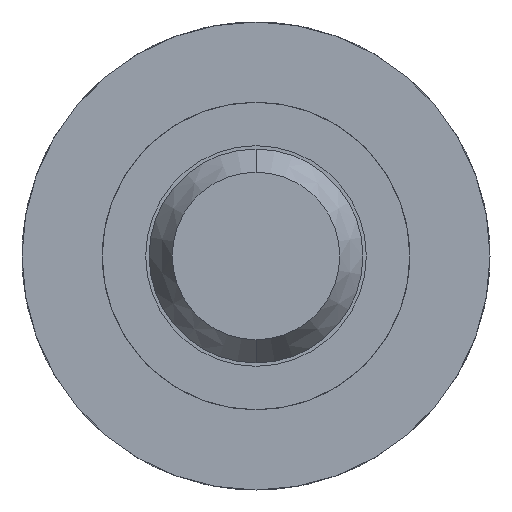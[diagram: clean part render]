
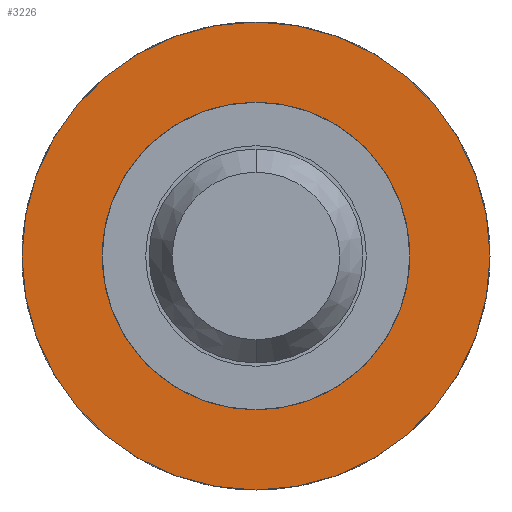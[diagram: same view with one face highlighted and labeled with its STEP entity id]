
A CAD part, front view. The second image highlights one B-rep face of the part: STEP entity #3226.
In plain terms, the highlighted planar face has unit normal (0, -1, 0).
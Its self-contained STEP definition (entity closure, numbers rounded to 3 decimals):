
#43 = DIRECTION ( 'NONE',  ( 0., -1., 0. ) ) ;
#82 = CARTESIAN_POINT ( 'NONE',  ( 0.5, 5.6, 0. ) ) ;
#108 = EDGE_CURVE ( 'Defeature ausgef�hrt2_56+Defeature ausgef�hrt2_55+Defeature ausgef�hrt2_55+Defeature ausgef�hrt2_55', #5499, #4946, #134, .T. ) ;
#134 = CIRCLE ( 'NONE', #1249, 1.75 ) ;
#264 = CARTESIAN_POINT ( 'NONE',  ( 0., 5.6, 1.75 ) ) ;
#266 = ORIENTED_EDGE ( 'NONE', *, *, #108, .T. ) ;
#319 = DIRECTION ( 'NONE',  ( 0., 0., -1. ) ) ;
#356 = ORIENTED_EDGE ( 'NONE', *, *, #4474, .F. ) ;
#728 = EDGE_CURVE ( 'Defeature ausgef�hrt2_22+Defeature ausgef�hrt2_56+Defeature ausgef�hrt2_56+Defeature ausgef�hrt2_56', #760, #1479, #3712, .T. ) ;
#760 = VERTEX_POINT ( 'NONE', #2718 ) ;
#826 = CIRCLE ( 'NONE', #995, 1.75 ) ;
#995 = AXIS2_PLACEMENT_3D ( 'NONE', #3871, #4410, #4835 ) ;
#1209 = DIRECTION ( 'NONE',  ( 0., -1., 0. ) ) ;
#1249 = AXIS2_PLACEMENT_3D ( 'NONE', #2876, #4589, #4934 ) ;
#1391 = AXIS2_PLACEMENT_3D ( 'NONE', #4639, #1209, #319 ) ;
#1479 = VERTEX_POINT ( 'NONE', #2275 ) ;
#2275 = CARTESIAN_POINT ( 'NONE',  ( 0., 5.6, -0.5 ) ) ;
#2718 = CARTESIAN_POINT ( 'NONE',  ( 0., 5.6, 0.5 ) ) ;
#2724 = DIRECTION ( 'NONE',  ( 0., 0., -1. ) ) ;
#2876 = CARTESIAN_POINT ( 'NONE',  ( 0., 5.6, 0. ) ) ;
#3100 = PLANE ( 'NONE',  #4911 ) ;
#3140 = DIRECTION ( 'NONE',  ( 0., 0., -1. ) ) ;
#3177 = ORIENTED_EDGE ( 'NONE', *, *, #5613, .T. ) ;
#3226 = ADVANCED_FACE ( 'Defeature ausgef�hrt2_56', ( #3661, #5411 ), #3100, .T. ) ;
#3231 = EDGE_LOOP ( 'NONE', ( #3177, #266 ) ) ;
#3487 = CIRCLE ( 'NONE', #1391, 0.5 ) ;
#3570 = CARTESIAN_POINT ( 'NONE',  ( 0., 5.6, 0. ) ) ;
#3661 = FACE_OUTER_BOUND ( 'NONE', #3231, .T. ) ;
#3712 = CIRCLE ( 'NONE', #4446, 0.5 ) ;
#3871 = CARTESIAN_POINT ( 'NONE',  ( 0., 5.6, 0. ) ) ;
#3916 = CARTESIAN_POINT ( 'NONE',  ( 0., 5.6, -1.75 ) ) ;
#4328 = EDGE_LOOP ( 'NONE', ( #356, #5033 ) ) ;
#4410 = DIRECTION ( 'NONE',  ( 0., -1., 0. ) ) ;
#4446 = AXIS2_PLACEMENT_3D ( 'NONE', #3570, #43, #3140 ) ;
#4474 = EDGE_CURVE ( 'Defeature ausgef�hrt2_22+Defeature ausgef�hrt2_56+Defeature ausgef�hrt2_56+Defeature ausgef�hrt2_56', #1479, #760, #3487, .T. ) ;
#4589 = DIRECTION ( 'NONE',  ( 0., -1., 0. ) ) ;
#4639 = CARTESIAN_POINT ( 'NONE',  ( 0., 5.6, 0. ) ) ;
#4835 = DIRECTION ( 'NONE',  ( 0., 0., -1. ) ) ;
#4840 = DIRECTION ( 'NONE',  ( 0., -1., 0. ) ) ;
#4911 = AXIS2_PLACEMENT_3D ( 'NONE', #82, #4840, #2724 ) ;
#4934 = DIRECTION ( 'NONE',  ( 0., 0., -1. ) ) ;
#4946 = VERTEX_POINT ( 'NONE', #3916 ) ;
#5033 = ORIENTED_EDGE ( 'NONE', *, *, #728, .F. ) ;
#5411 = FACE_BOUND ( 'NONE', #4328, .T. ) ;
#5499 = VERTEX_POINT ( 'NONE', #264 ) ;
#5613 = EDGE_CURVE ( 'Defeature ausgef�hrt2_56+Defeature ausgef�hrt2_55+Defeature ausgef�hrt2_55+Defeature ausgef�hrt2_55', #4946, #5499, #826, .T. ) ;
